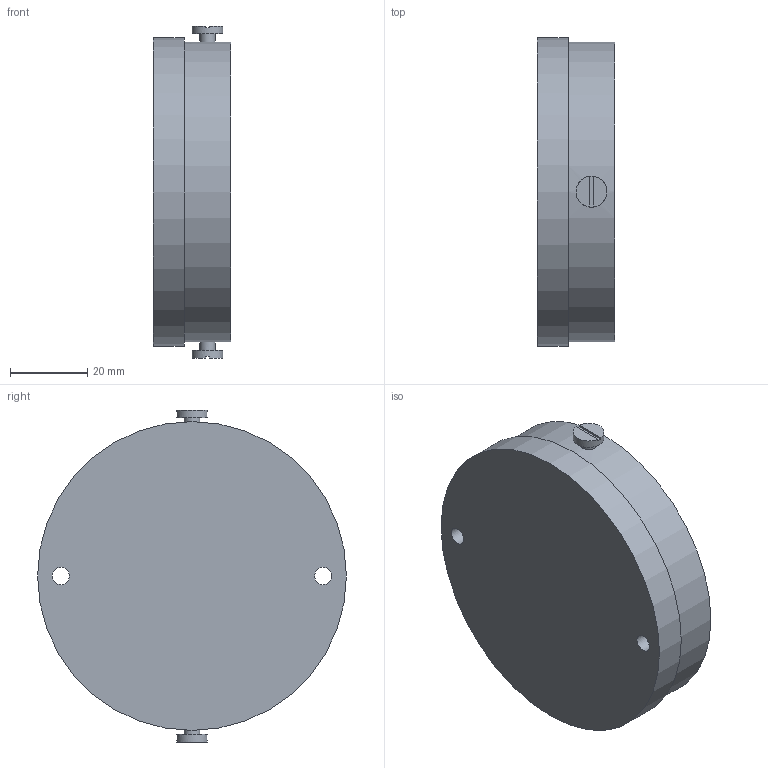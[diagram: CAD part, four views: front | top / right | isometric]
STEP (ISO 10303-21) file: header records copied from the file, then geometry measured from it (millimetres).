
FILE_DESCRIPTION(/* description */ (''),/* implementation_level */ '2;1');
FILE_NAME(/* name */ 'AO000251.stp',/* time_stamp */ '2016-09-28T13:34:48+02:00',/* author */ ('mitarbeiter'),/* organization */ (''),/* preprocessor_version */ 'ST-DEVELOPER v15.2',/* originating_system */ 'Autodesk Inventor 2014',/* authorisation */ '');
FILE_SCHEMA (('AUTOMOTIVE_DESIGN { 1 0 10303 214 3 1 1 }'));
Length unit declared in the file: millimetre
Products named in the file (1): AO000251
Bounding box: 20 x 80 x 86 mm (x, y, z)
Volume: 95454.5 mm3; surface area: 15887.6 mm2
Topology: 1 solids, 1 shells, 27 faces, 58 edges, 39 vertices
Faces by surface type: plane 17, cylinder 10
Full cylindrical faces by diameter (mm): 4 x2, 4.5 x2, 8 x2, 50 x1, 75 x1, 77.7 x1, 80 x1
Entity records: 735 total; most frequent: CARTESIAN_POINT 172, DIRECTION 120, ORIENTED_EDGE 84, AXIS2_PLACEMENT_3D 52, EDGE_LOOP 48, EDGE_CURVE 42, VERTEX_POINT 34, FACE_OUTER_BOUND 27
